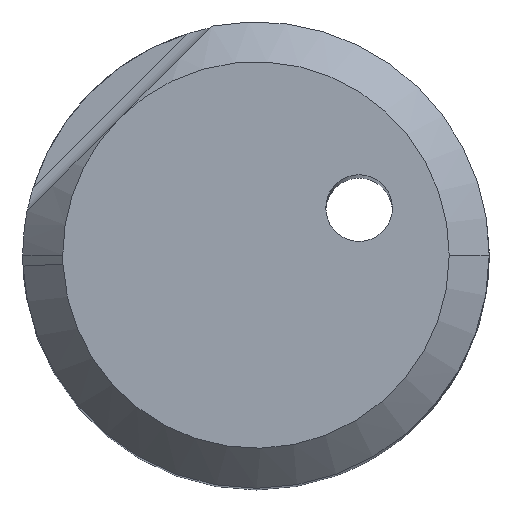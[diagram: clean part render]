
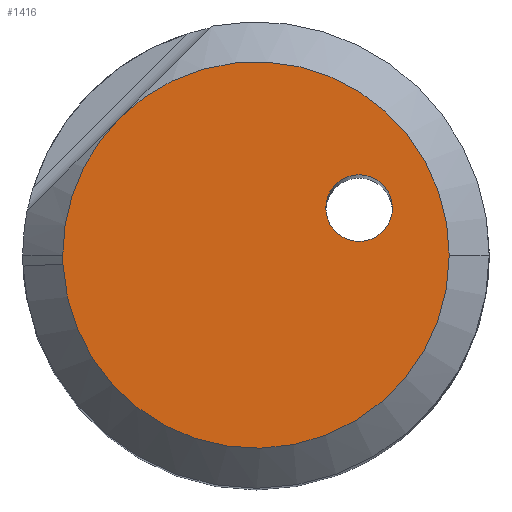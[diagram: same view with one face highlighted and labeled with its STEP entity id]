
A CAD part, top view. The second image highlights one B-rep face of the part: STEP entity #1416.
In plain terms, the highlighted planar face has unit normal (0, 0, 1).
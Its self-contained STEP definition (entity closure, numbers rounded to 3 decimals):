
#845=AXIS2_PLACEMENT_3D('Circle Axis2P3D',#843,#844,$) ;
#1376=AXIS2_PLACEMENT_3D('Plane Axis2P3D',#1373,#1374,#1375) ;
#1380=AXIS2_PLACEMENT_3D('Circle Axis2P3D',#1378,#1379,$) ;
#1389=AXIS2_PLACEMENT_3D('Circle Axis2P3D',#1387,#1388,$) ;
#1396=AXIS2_PLACEMENT_3D('Circle Axis2P3D',#1394,#1395,$) ;
#1403=AXIS2_PLACEMENT_3D('Circle Axis2P3D',#1401,#1402,$) ;
#840=CARTESIAN_POINT('Vertex',(1.118,0.962,0.)) ;
#843=CARTESIAN_POINT('Axis2P3D Location',(1.547,0.705,0.)) ;
#847=CARTESIAN_POINT('Vertex',(1.976,0.448,0.)) ;
#1108=CARTESIAN_POINT('Control Point',(1.118,0.962,0.)) ;
#1109=CARTESIAN_POINT('Control Point',(1.199,1.097,0.)) ;
#1110=CARTESIAN_POINT('Control Point',(1.333,1.2,0.)) ;
#1111=CARTESIAN_POINT('Control Point',(1.503,1.242,0.)) ;
#1112=CARTESIAN_POINT('Control Point',(1.836,1.187,0.)) ;
#1113=CARTESIAN_POINT('Control Point',(2.042,0.919,0.)) ;
#1114=CARTESIAN_POINT('Control Point',(2.084,0.749,0.)) ;
#1115=CARTESIAN_POINT('Control Point',(2.057,0.583,0.)) ;
#1116=CARTESIAN_POINT('Control Point',(1.976,0.448,0.)) ;
#1373=CARTESIAN_POINT('Axis2P3D Location',(1.7,0.,0.)) ;
#1378=CARTESIAN_POINT('Axis2P3D Location',(0.,0.,0.)) ;
#1382=CARTESIAN_POINT('Vertex',(-2.051,2.051,0.)) ;
#1384=CARTESIAN_POINT('Vertex',(2.9,0.,0.)) ;
#1387=CARTESIAN_POINT('Axis2P3D Location',(0.,0.,0.)) ;
#1391=CARTESIAN_POINT('Vertex',(-2.9,0.,0.)) ;
#1394=CARTESIAN_POINT('Axis2P3D Location',(0.,0.,0.)) ;
#1398=CARTESIAN_POINT('Vertex',(-2.897,-0.137,0.)) ;
#1401=CARTESIAN_POINT('Axis2P3D Location',(0.,0.,0.)) ;
#844=DIRECTION('Axis2P3D Direction',(0.,0.,-1.)) ;
#1374=DIRECTION('Axis2P3D Direction',(0.,0.,-1.)) ;
#1375=DIRECTION('Axis2P3D XDirection',(-1.,0.,0.)) ;
#1379=DIRECTION('Axis2P3D Direction',(0.,0.,-1.)) ;
#1388=DIRECTION('Axis2P3D Direction',(0.,0.,-1.)) ;
#1395=DIRECTION('Axis2P3D Direction',(0.,0.,-1.)) ;
#1402=DIRECTION('Axis2P3D Direction',(0.,0.,-1.)) ;
#1407=ORIENTED_EDGE('',*,*,#1386,.F.) ;
#1408=ORIENTED_EDGE('',*,*,#1393,.F.) ;
#1409=ORIENTED_EDGE('',*,*,#1400,.F.) ;
#1410=ORIENTED_EDGE('',*,*,#1405,.F.) ;
#1413=ORIENTED_EDGE('',*,*,#1117,.T.) ;
#1414=ORIENTED_EDGE('',*,*,#849,.T.) ;
#1415=FACE_BOUND('',#1412,.T.) ;
#1416=ADVANCED_FACE('NOCUT',(#1411,#1415),#1377,.F.) ;
#1107=B_SPLINE_CURVE_WITH_KNOTS('',5,(#1108,#1109,#1110,#1111,#1112,#1113,#1114,#1115,#1116),.UNSPECIFIED.,.F.,.U.,(6,3,6),(-0.785,0.,0.785),.UNSPECIFIED.) ;
#846=CIRCLE('generated circle',#845,0.5) ;
#1381=CIRCLE('generated circle',#1380,2.9) ;
#1390=CIRCLE('generated circle',#1389,2.9) ;
#1397=CIRCLE('generated circle',#1396,2.9) ;
#1404=CIRCLE('generated circle',#1403,2.9) ;
#849=EDGE_CURVE('',#848,#841,#846,.T.) ;
#1117=EDGE_CURVE('',#841,#848,#1107,.T.) ;
#1386=EDGE_CURVE('',#1383,#1385,#1381,.T.) ;
#1393=EDGE_CURVE('',#1392,#1383,#1390,.T.) ;
#1400=EDGE_CURVE('',#1399,#1392,#1397,.T.) ;
#1405=EDGE_CURVE('',#1385,#1399,#1404,.T.) ;
#1406=EDGE_LOOP('',(#1407,#1408,#1409,#1410)) ;
#1412=EDGE_LOOP('',(#1413,#1414)) ;
#1411=FACE_OUTER_BOUND('',#1406,.T.) ;
#1377=PLANE('',#1376) ;
#841=VERTEX_POINT('',#840) ;
#848=VERTEX_POINT('',#847) ;
#1383=VERTEX_POINT('',#1382) ;
#1385=VERTEX_POINT('',#1384) ;
#1392=VERTEX_POINT('',#1391) ;
#1399=VERTEX_POINT('',#1398) ;
